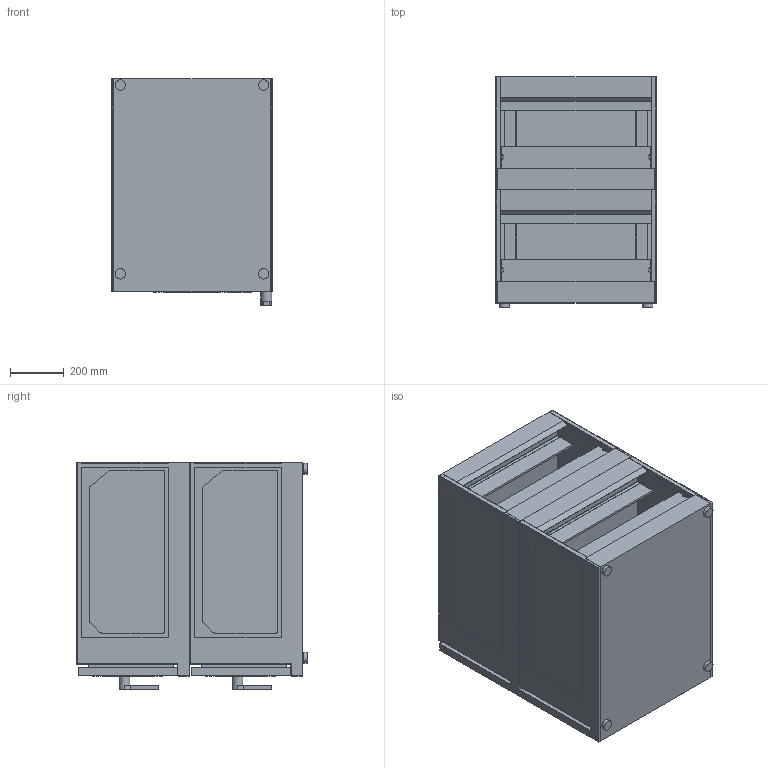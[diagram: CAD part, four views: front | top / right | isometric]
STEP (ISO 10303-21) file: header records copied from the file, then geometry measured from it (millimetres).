
FILE_DESCRIPTION(/* description */ ('vereinfachtes Modell'),/* implementation_level */ '2;1');
FILE_NAME(/* name */ '3D-AKE-00059570.stp',/* time_stamp */ '2024-09-18T08:36:10+02:00',/* author */ ('marina.schachner'),/* organization */ (''),/* preprocessor_version */ 'ST-DEVELOPER v20',/* originating_system */ 'Autodesk Inventor 2024',/* authorisation */ '');
FILE_SCHEMA (('AUTOMOTIVE_DESIGN { 1 0 10303 214 3 1 1 }'));
Length unit declared in the file: millimetre
Products named in the file (1): 3D-AKE-00059570
Bounding box: 596 x 856 x 842 mm (x, y, z)
Volume: 153101800.1 mm3; surface area: 14308213.6 mm2
Topology: 54 solids, 54 shells, 766 faces, 1944 edges, 1290 vertices
Faces by surface type: plane 668, cylinder 98
Full cylindrical faces by diameter (mm): 15 x4, 38.5 x4, 40 x2
Entity records: 22874 total; most frequent: CARTESIAN_POINT 4001, ORIENTED_EDGE 3888, DIRECTION 3692, EDGE_CURVE 1944, LINE 1730, VECTOR 1730, VERTEX_POINT 1290, AXIS2_PLACEMENT_3D 981
